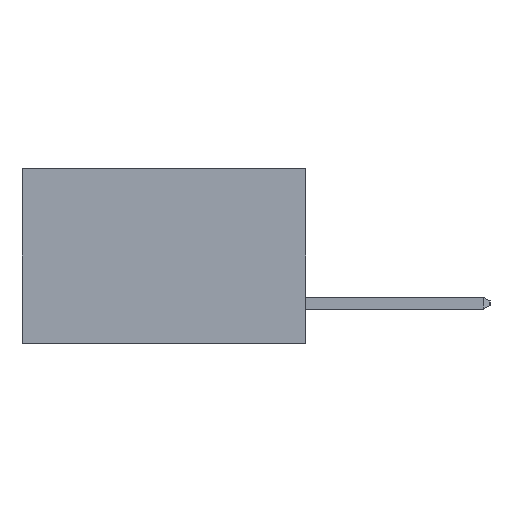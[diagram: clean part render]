
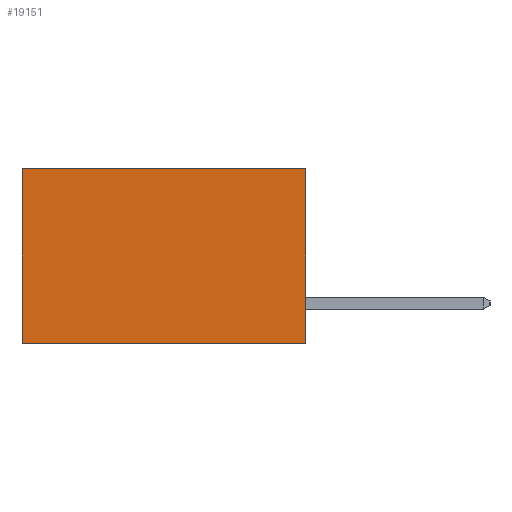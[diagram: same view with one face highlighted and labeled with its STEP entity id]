
A CAD part, left-side view. The second image highlights one B-rep face of the part: STEP entity #19151.
In plain terms, the highlighted planar face has unit normal (-1, 0, 0).
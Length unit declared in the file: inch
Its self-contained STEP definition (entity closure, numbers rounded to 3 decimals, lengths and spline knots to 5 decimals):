
#404 = LINE ( 'NONE', #13371, #16435 ) ;
#1115 = VERTEX_POINT ( 'NONE', #23330 ) ;
#1413 = DIRECTION ( 'NONE',  ( 0., 0., -1. ) ) ;
#1881 = AXIS2_PLACEMENT_3D ( 'NONE', #5507, #13847, #1413 ) ;
#2550 = EDGE_CURVE ( 'NONE', #5779, #13896, #11649, .T. ) ;
#3539 = FACE_OUTER_BOUND ( 'NONE', #15335, .T. ) ;
#4976 = CARTESIAN_POINT ( 'NONE',  ( 0.298, 0., 0. ) ) ;
#5507 = CARTESIAN_POINT ( 'NONE',  ( 0.298, 0., 0. ) ) ;
#5779 = VERTEX_POINT ( 'NONE', #9138 ) ;
#5854 = EDGE_CURVE ( 'NONE', #11866, #1115, #404, .T. ) ;
#6926 = VECTOR ( 'NONE', #25012, 39.37008 ) ;
#7291 = EDGE_CURVE ( 'NONE', #11866, #5779, #18119, .T. ) ;
#9138 = CARTESIAN_POINT ( 'NONE',  ( 0.298, 0.6, 0. ) ) ;
#11649 = LINE ( 'NONE', #20506, #17318 ) ;
#11866 = VERTEX_POINT ( 'NONE', #4976 ) ;
#12756 = ORIENTED_EDGE ( 'NONE', *, *, #7291, .T. ) ;
#13371 = CARTESIAN_POINT ( 'NONE',  ( 0.298, 0., 0. ) ) ;
#13561 = DIRECTION ( 'NONE',  ( 0., 0., -1. ) ) ;
#13847 = DIRECTION ( 'NONE',  ( 1., 0., 0. ) ) ;
#13896 = VERTEX_POINT ( 'NONE', #19732 ) ;
#15335 = EDGE_LOOP ( 'NONE', ( #19987, #21182, #24246, #12756 ) ) ;
#16435 = VECTOR ( 'NONE', #13561, 39.37008 ) ;
#17318 = VECTOR ( 'NONE', #23061, 39.37008 ) ;
#18119 = LINE ( 'NONE', #21928, #6926 ) ;
#18437 = DIRECTION ( 'NONE',  ( 0., 1., 0. ) ) ;
#19151 = ADVANCED_FACE ( 'NONE', ( #3539 ), #20207, .F. ) ;
#19732 = CARTESIAN_POINT ( 'NONE',  ( 0.298, 0.6, -0.37 ) ) ;
#19987 = ORIENTED_EDGE ( 'NONE', *, *, #2550, .T. ) ;
#20207 = PLANE ( 'NONE',  #1881 ) ;
#20475 = CARTESIAN_POINT ( 'NONE',  ( 0.298, 0., -0.37 ) ) ;
#20506 = CARTESIAN_POINT ( 'NONE',  ( 0.298, 0.6, 0. ) ) ;
#20519 = LINE ( 'NONE', #20475, #24830 ) ;
#21072 = EDGE_CURVE ( 'NONE', #1115, #13896, #20519, .T. ) ;
#21182 = ORIENTED_EDGE ( 'NONE', *, *, #21072, .F. ) ;
#21928 = CARTESIAN_POINT ( 'NONE',  ( 0.298, 0., 0. ) ) ;
#23061 = DIRECTION ( 'NONE',  ( 0., 0., -1. ) ) ;
#23330 = CARTESIAN_POINT ( 'NONE',  ( 0.298, 0., -0.37 ) ) ;
#24246 = ORIENTED_EDGE ( 'NONE', *, *, #5854, .F. ) ;
#24830 = VECTOR ( 'NONE', #18437, 39.37008 ) ;
#25012 = DIRECTION ( 'NONE',  ( 0., 1., 0. ) ) ;
